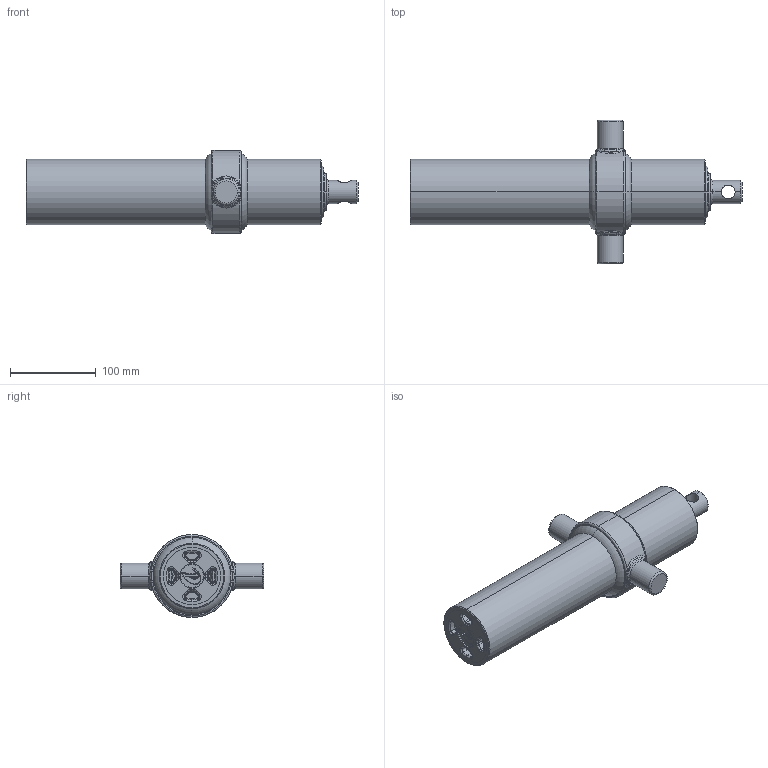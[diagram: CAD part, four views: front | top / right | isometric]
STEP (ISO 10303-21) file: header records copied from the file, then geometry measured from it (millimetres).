
FILE_DESCRIPTION (( 'STEP AP203' ), '1' );
FILE_NAME ('337.Z.STEP', '2018-02-02T07:07:42', ( '' ), ( '' ), 'SwSTEP 2.0', 'SolidWorks 2017', '' );
FILE_SCHEMA (( 'CONFIG_CONTROL_DESIGN' ));
Length unit declared in the file: millimetre
Products named in the file (1): 337.Z
Bounding box: 388 x 168 x 97 mm (x, y, z)
Surface area: 251936.9 mm2 (no closed solid volume)
Topology: 0 solids, 12 shells, 336 faces, 874 edges, 534 vertices
Faces by surface type: bspline 96, torus 88, cylinder 68, cone 50, plane 28, sphere 6
Entity records: 13470 total; most frequent: CARTESIAN_POINT 5752, DIRECTION 1635, ORIENTED_EDGE 1551, EDGE_CURVE 868, AXIS2_PLACEMENT_3D 731, VERTEX_POINT 532, CIRCLE 490, EDGE_LOOP 353
